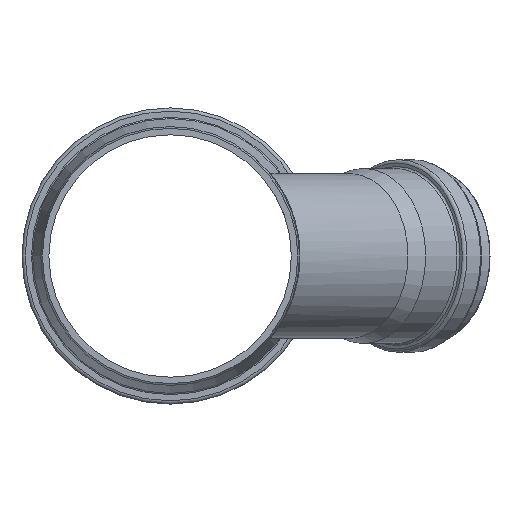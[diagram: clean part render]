
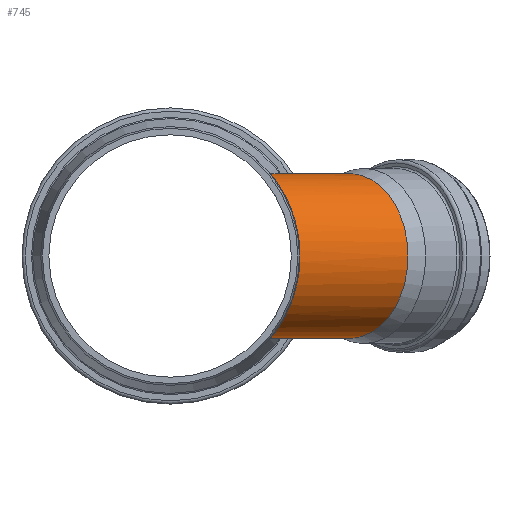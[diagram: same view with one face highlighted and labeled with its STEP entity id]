
A CAD part, front view. The second image highlights one B-rep face of the part: STEP entity #745.
In plain terms, the highlighted cylindrical face has radius 100.2 mm (diameter 200.4 mm), a partial arc.
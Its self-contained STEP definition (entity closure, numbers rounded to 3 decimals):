
#52=CYLINDRICAL_SURFACE('',#819,100.2);
#142=CIRCLE('',#818,100.2);
#227=FACE_OUTER_BOUND('',#299,.T.);
#299=EDGE_LOOP('',(#601,#602));
#441=B_SPLINE_CURVE_WITH_KNOTS('',3,(#1692,#1693,#1694,#1695,#1696,#1697,
#1698,#1699,#1700,#1701,#1702,#1703,#1704,#1705,#1706,#1707,#1708,#1709,
#1710,#1711,#1712,#1713,#1714,#1715,#1716,#1717,#1718,#1719,#1720,#1721,
#1722,#1723,#1724,#1725,#1726,#1727),.UNSPECIFIED.,.F.,.F.,(4,1,1,1,1,1,
1,1,1,1,1,1,1,1,1,1,1,1,1,1,1,1,1,1,1,1,1,1,1,1,1,1,1,4),(45.218,
45.28,47.986,50.692,53.399,57.007,
60.616,62.42,64.225,66.029,67.833,
69.637,71.442,73.246,75.05,75.952,
78.659,82.267,85.876,89.485,89.936,
91.289,93.093,94.898,96.702,98.506,
100.31,103.919,107.528,110.234,112.94,
113.617,115.647,115.709),.UNSPECIFIED.);
#445=VERTEX_POINT('',#1503);
#447=VERTEX_POINT('',#1679);
#520=EDGE_CURVE('',#447,#445,#441,.T.);
#522=EDGE_CURVE('',#447,#445,#142,.T.);
#601=ORIENTED_EDGE('',*,*,#520,.F.);
#602=ORIENTED_EDGE('',*,*,#522,.T.);
#745=ADVANCED_FACE('',(#227),#52,.T.);
#818=AXIS2_PLACEMENT_3D('',#1731,#961,#962);
#819=AXIS2_PLACEMENT_3D('',#1750,#963,#964);
#961=DIRECTION('center_axis',(-0.707,-0.707,0.));
#962=DIRECTION('ref_axis',(0.707,-0.707,0.));
#963=DIRECTION('center_axis',(-0.707,-0.707,0.));
#964=DIRECTION('ref_axis',(0.707,-0.707,0.));
#1503=CARTESIAN_POINT('',(154.801,506.83,42.945));
#1679=CARTESIAN_POINT('',(154.801,506.829,-42.944));
#1692=CARTESIAN_POINT('Ctrl Pts',(154.801,506.829,-42.943));
#1693=CARTESIAN_POINT('Ctrl Pts',(154.758,506.69,-43.087));
#1694=CARTESIAN_POINT('Ctrl Pts',(152.847,500.469,-49.472));
#1695=CARTESIAN_POINT('Ctrl Pts',(148.679,486.625,-60.459));
#1696=CARTESIAN_POINT('Ctrl Pts',(142.261,463.882,-73.261));
#1697=CARTESIAN_POINT('Ctrl Pts',(135.365,437.037,-84.494));
#1698=CARTESIAN_POINT('Ctrl Pts',(128.643,406.16,-93.579));
#1699=CARTESIAN_POINT('Ctrl Pts',(124.262,376.996,-98.638));
#1700=CARTESIAN_POINT('Ctrl Pts',(122.6,353.231,-100.338));
#1701=CARTESIAN_POINT('Ctrl Pts',(122.565,335.342,-100.17));
#1702=CARTESIAN_POINT('Ctrl Pts',(124.026,317.631,-98.215));
#1703=CARTESIAN_POINT('Ctrl Pts',(127.205,300.556,-94.009));
#1704=CARTESIAN_POINT('Ctrl Pts',(132.033,284.808,-87.149));
#1705=CARTESIAN_POINT('Ctrl Pts',(138.003,271.077,-77.494));
#1706=CARTESIAN_POINT('Ctrl Pts',(144.293,259.804,-65.252));
#1707=CARTESIAN_POINT('Ctrl Pts',(149.097,252.565,-53.259));
#1708=CARTESIAN_POINT('Ctrl Pts',(153.978,245.795,-37.639));
#1709=CARTESIAN_POINT('Ctrl Pts',(158.556,240.123,-14.978));
#1710=CARTESIAN_POINT('Ctrl Pts',(158.563,240.13,17.962));
#1711=CARTESIAN_POINT('Ctrl Pts',(150.694,249.826,51.681));
#1712=CARTESIAN_POINT('Ctrl Pts',(141.616,263.97,70.89));
#1713=CARTESIAN_POINT('Ctrl Pts',(135.517,276.795,81.511));
#1714=CARTESIAN_POINT('Ctrl Pts',(131.634,286.111,87.719));
#1715=CARTESIAN_POINT('Ctrl Pts',(127.206,300.55,94.005));
#1716=CARTESIAN_POINT('Ctrl Pts',(124.028,317.619,98.213));
#1717=CARTESIAN_POINT('Ctrl Pts',(122.565,335.334,100.169));
#1718=CARTESIAN_POINT('Ctrl Pts',(122.599,353.222,100.339));
#1719=CARTESIAN_POINT('Ctrl Pts',(124.262,376.99,98.638));
#1720=CARTESIAN_POINT('Ctrl Pts',(128.639,406.149,93.583));
#1721=CARTESIAN_POINT('Ctrl Pts',(135.369,437.048,84.491));
#1722=CARTESIAN_POINT('Ctrl Pts',(142.26,463.878,73.26));
#1723=CARTESIAN_POINT('Ctrl Pts',(147.077,480.948,63.661));
#1724=CARTESIAN_POINT('Ctrl Pts',(151.253,495.176,53.667));
#1725=CARTESIAN_POINT('Ctrl Pts',(153.315,501.992,47.911));
#1726=CARTESIAN_POINT('Ctrl Pts',(154.758,506.691,43.087));
#1727=CARTESIAN_POINT('Ctrl Pts',(154.801,506.83,42.944));
#1731=CARTESIAN_POINT('Origin',(218.816,442.816,0.));
#1750=CARTESIAN_POINT('Origin',(109.408,333.408,0.));
